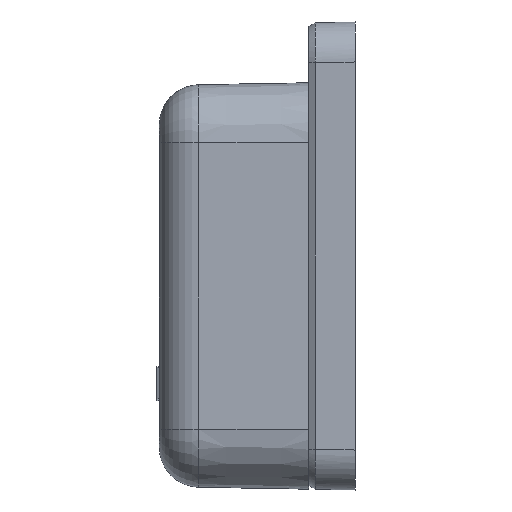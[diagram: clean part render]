
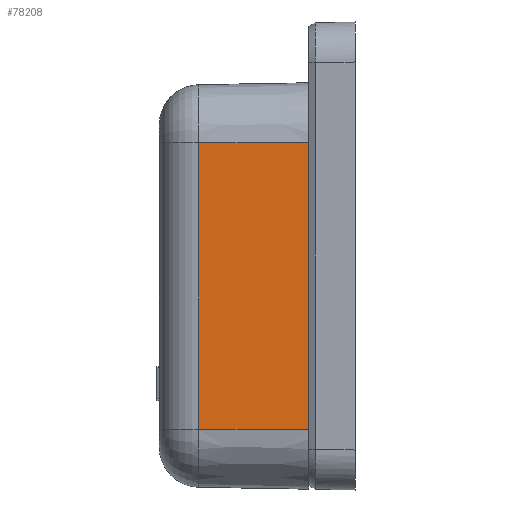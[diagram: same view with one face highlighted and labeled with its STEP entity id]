
A CAD part, left-side view. The second image highlights one B-rep face of the part: STEP entity #78208.
In plain terms, the highlighted planar face has unit normal (-1, 0.018, 0).
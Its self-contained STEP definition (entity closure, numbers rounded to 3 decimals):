
#2174 = LINE ( 'NONE', #122383, #150813 ) ;
#3283 = DIRECTION ( 'NONE',  ( -1., 0.017, 0. ) ) ;
#5948 = DIRECTION ( 'NONE',  ( 0., 0., -1. ) ) ;
#17976 = DIRECTION ( 'NONE',  ( -0.017, -1., 0. ) ) ;
#30957 = ORIENTED_EDGE ( 'NONE', *, *, #94500, .F. ) ;
#38033 = DIRECTION ( 'NONE',  ( -0.017, -1., 0. ) ) ;
#49458 = VECTOR ( 'NONE', #159218, 1000. ) ;
#51309 = CARTESIAN_POINT ( 'NONE',  ( -15.606, 8.252, -10.75 ) ) ;
#60382 = CARTESIAN_POINT ( 'NONE',  ( -15.606, 8.252, -10.75 ) ) ;
#68784 = CARTESIAN_POINT ( 'NONE',  ( -15.75, 0., 10.75 ) ) ;
#71434 = FACE_OUTER_BOUND ( 'NONE', #119723, .T. ) ;
#78208 = ADVANCED_FACE ( 'NONE', ( #71434 ), #83581, .T. ) ;
#79929 = DIRECTION ( 'NONE',  ( 0., 0., 1. ) ) ;
#82165 = ORIENTED_EDGE ( 'NONE', *, *, #141244, .T. ) ;
#83581 = PLANE ( 'NONE',  #130608 ) ;
#84558 = LINE ( 'NONE', #60382, #161581 ) ;
#94106 = VECTOR ( 'NONE', #38033, 1000. ) ;
#94500 = EDGE_CURVE ( 'NONE', #149237, #142863, #144576, .T. ) ;
#106539 = CARTESIAN_POINT ( 'NONE',  ( -15.75, 0., 10.75 ) ) ;
#113608 = VERTEX_POINT ( 'NONE', #51309 ) ;
#119723 = EDGE_LOOP ( 'NONE', ( #125678, #82165, #30957, #128907 ) ) ;
#122383 = CARTESIAN_POINT ( 'NONE',  ( -15.75, 0., -10.75 ) ) ;
#125678 = ORIENTED_EDGE ( 'NONE', *, *, #166116, .T. ) ;
#128907 = ORIENTED_EDGE ( 'NONE', *, *, #139426, .T. ) ;
#130608 = AXIS2_PLACEMENT_3D ( 'NONE', #136465, #3283, #17976 ) ;
#136465 = CARTESIAN_POINT ( 'NONE',  ( -15.75, 0., -10.75 ) ) ;
#139426 = EDGE_CURVE ( 'NONE', #149237, #113608, #84558, .T. ) ;
#141244 = EDGE_CURVE ( 'NONE', #170870, #142863, #2174, .T. ) ;
#141888 = CARTESIAN_POINT ( 'NONE',  ( -15.75, 0., -10.75 ) ) ;
#142863 = VERTEX_POINT ( 'NONE', #68784 ) ;
#144576 = LINE ( 'NONE', #106539, #49458 ) ;
#145174 = CARTESIAN_POINT ( 'NONE',  ( -15.75, 0., -10.75 ) ) ;
#149237 = VERTEX_POINT ( 'NONE', #151736 ) ;
#150813 = VECTOR ( 'NONE', #79929, 1000. ) ;
#151736 = CARTESIAN_POINT ( 'NONE',  ( -15.606, 8.252, 10.75 ) ) ;
#156496 = LINE ( 'NONE', #141888, #94106 ) ;
#159218 = DIRECTION ( 'NONE',  ( -0.017, -1., 0. ) ) ;
#161581 = VECTOR ( 'NONE', #5948, 1000. ) ;
#166116 = EDGE_CURVE ( 'NONE', #113608, #170870, #156496, .T. ) ;
#170870 = VERTEX_POINT ( 'NONE', #145174 ) ;
